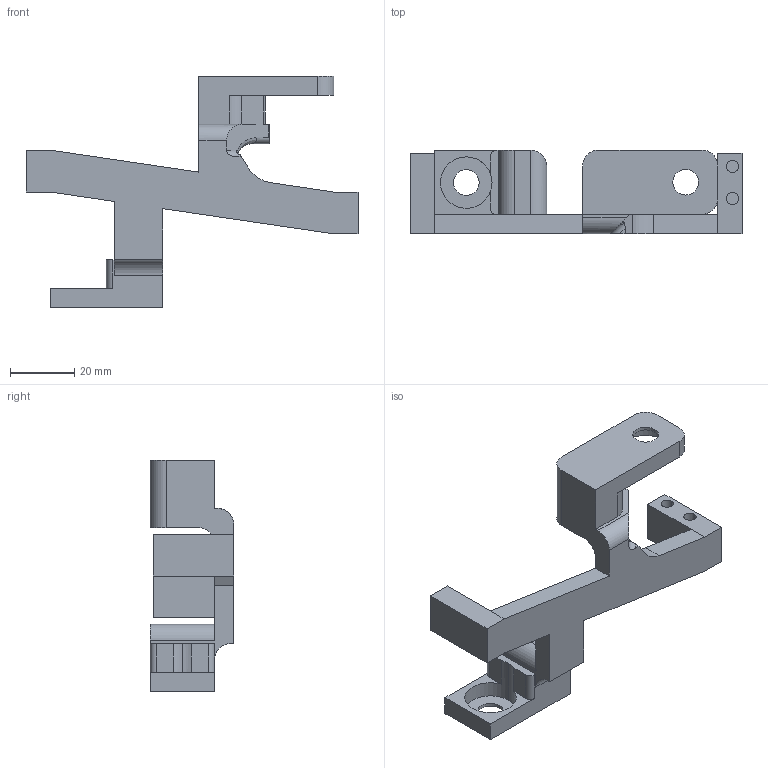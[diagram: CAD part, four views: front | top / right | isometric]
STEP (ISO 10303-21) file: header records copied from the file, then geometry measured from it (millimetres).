
FILE_DESCRIPTION (( 'STEP AP203' ), '1' );
FILE_NAME ('Part1v2L.STEP', '2024-07-07T17:43:02', ( '' ), ( '' ), 'SwSTEP 2.0', 'SolidWorks 2023', '' );
FILE_SCHEMA (( 'CONFIG_CONTROL_DESIGN' ));
Length unit declared in the file: millimetre
Products named in the file (1): Part1v2L
Bounding box: 103.17 x 26 x 72 mm (x, y, z)
Volume: 30917.1 mm3; surface area: 13961.7 mm2
Topology: 1 solids, 1 shells, 92 faces, 246 edges, 161 vertices
Faces by surface type: plane 50, cylinder 37, bspline 5
Entity records: 3113 total; most frequent: CARTESIAN_POINT 732, ORIENTED_EDGE 492, DIRECTION 469, EDGE_CURVE 246, VERTEX_POINT 161, LINE 157, VECTOR 157, AXIS2_PLACEMENT_3D 156
